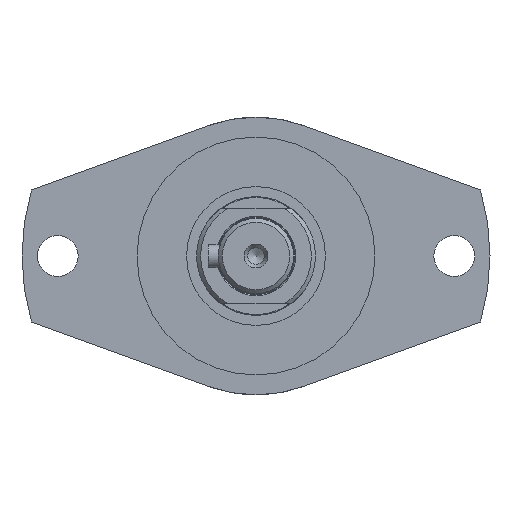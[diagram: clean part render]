
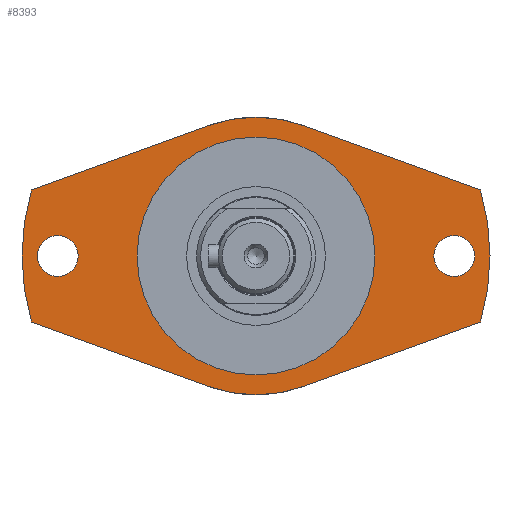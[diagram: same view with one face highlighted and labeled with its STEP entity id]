
A CAD part, left-side view. The second image highlights one B-rep face of the part: STEP entity #8393.
In plain terms, the highlighted planar face has unit normal (-1, 0, 0).
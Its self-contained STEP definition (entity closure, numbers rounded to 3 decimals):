
#101=FACE_BOUND('',#2684,.T.);
#102=FACE_BOUND('',#2685,.T.);
#103=FACE_BOUND('',#2686,.T.);
#797=LINE('',#14029,#1306);
#798=LINE('',#14032,#1307);
#799=LINE('',#14034,#1308);
#800=LINE('',#14037,#1309);
#1306=VECTOR('',#11439,10.);
#1307=VECTOR('',#11442,10.);
#1308=VECTOR('',#11443,10.);
#1309=VECTOR('',#11446,10.);
#2160=FACE_OUTER_BOUND('',#2683,.T.);
#2683=EDGE_LOOP('',(#6753,#6754,#6755,#6756,#6757,#6758,#6759,#6760));
#2684=EDGE_LOOP('',(#6761));
#2685=EDGE_LOOP('',(#6762));
#2686=EDGE_LOOP('',(#6763,#6764));
#3328=CIRCLE('',#9386,59.);
#3329=CIRCLE('',#9388,30.);
#3330=CIRCLE('',#9389,30.);
#3334=CIRCLE('',#9395,59.);
#3335=CIRCLE('',#9397,35.);
#3336=CIRCLE('',#9398,35.);
#3337=CIRCLE('',#9399,5.15);
#3338=CIRCLE('',#9400,5.15);
#3940=VERTEX_POINT('',#14002);
#3941=VERTEX_POINT('',#14004);
#3942=VERTEX_POINT('',#14008);
#3943=VERTEX_POINT('',#14009);
#3946=VERTEX_POINT('',#14019);
#3949=VERTEX_POINT('',#14024);
#3950=VERTEX_POINT('',#14028);
#3951=VERTEX_POINT('',#14030);
#3952=VERTEX_POINT('',#14033);
#3953=VERTEX_POINT('',#14035);
#3954=VERTEX_POINT('',#14038);
#3955=VERTEX_POINT('',#14040);
#4936=EDGE_CURVE('',#3940,#3941,#3328,.T.);
#4938=EDGE_CURVE('',#3942,#3943,#3329,.T.);
#4939=EDGE_CURVE('',#3943,#3942,#3330,.T.);
#4946=EDGE_CURVE('',#3949,#3946,#3334,.T.);
#4947=EDGE_CURVE('',#3940,#3950,#797,.T.);
#4948=EDGE_CURVE('',#3950,#3951,#3335,.T.);
#4949=EDGE_CURVE('',#3951,#3946,#798,.T.);
#4950=EDGE_CURVE('',#3949,#3952,#799,.T.);
#4951=EDGE_CURVE('',#3952,#3953,#3336,.T.);
#4952=EDGE_CURVE('',#3953,#3941,#800,.T.);
#4953=EDGE_CURVE('',#3954,#3954,#3337,.T.);
#4954=EDGE_CURVE('',#3955,#3955,#3338,.T.);
#6753=ORIENTED_EDGE('',*,*,#4947,.T.);
#6754=ORIENTED_EDGE('',*,*,#4948,.T.);
#6755=ORIENTED_EDGE('',*,*,#4949,.T.);
#6756=ORIENTED_EDGE('',*,*,#4946,.F.);
#6757=ORIENTED_EDGE('',*,*,#4950,.T.);
#6758=ORIENTED_EDGE('',*,*,#4951,.T.);
#6759=ORIENTED_EDGE('',*,*,#4952,.T.);
#6760=ORIENTED_EDGE('',*,*,#4936,.F.);
#6761=ORIENTED_EDGE('',*,*,#4953,.T.);
#6762=ORIENTED_EDGE('',*,*,#4954,.T.);
#6763=ORIENTED_EDGE('',*,*,#4938,.T.);
#6764=ORIENTED_EDGE('',*,*,#4939,.T.);
#7959=PLANE('',#9396);
#8393=ADVANCED_FACE('',(#2160,#101,#102,#103),#7959,.T.);
#9386=AXIS2_PLACEMENT_3D('',#14005,#11413,#11414);
#9388=AXIS2_PLACEMENT_3D('',#14010,#11418,#11419);
#9389=AXIS2_PLACEMENT_3D('',#14011,#11420,#11421);
#9395=AXIS2_PLACEMENT_3D('',#14026,#11435,#11436);
#9396=AXIS2_PLACEMENT_3D('',#14027,#11437,#11438);
#9397=AXIS2_PLACEMENT_3D('',#14031,#11440,#11441);
#9398=AXIS2_PLACEMENT_3D('',#14036,#11444,#11445);
#9399=AXIS2_PLACEMENT_3D('',#14039,#11447,#11448);
#9400=AXIS2_PLACEMENT_3D('',#14041,#11449,#11450);
#11413=DIRECTION('center_axis',(1.,0.,0.));
#11414=DIRECTION('ref_axis',(0.,1.,0.));
#11418=DIRECTION('center_axis',(1.,0.,0.));
#11419=DIRECTION('ref_axis',(0.,1.,0.));
#11420=DIRECTION('center_axis',(1.,0.,0.));
#11421=DIRECTION('ref_axis',(0.,1.,0.));
#11435=DIRECTION('center_axis',(1.,0.,0.));
#11436=DIRECTION('ref_axis',(0.,1.,0.));
#11437=DIRECTION('center_axis',(-1.,0.,0.));
#11438=DIRECTION('ref_axis',(0.,0.,1.));
#11439=DIRECTION('',(0.,-0.94,-0.342));
#11440=DIRECTION('center_axis',(-1.,0.,0.));
#11441=DIRECTION('ref_axis',(0.,-0.342,0.94));
#11442=DIRECTION('',(0.,-0.94,0.342));
#11443=DIRECTION('',(0.,0.94,0.342));
#11444=DIRECTION('center_axis',(-1.,0.,0.));
#11445=DIRECTION('ref_axis',(0.,0.342,-0.94));
#11446=DIRECTION('',(0.,0.94,-0.342));
#11447=DIRECTION('center_axis',(1.,0.,0.));
#11448=DIRECTION('ref_axis',(0.,0.,
-1.));
#11449=DIRECTION('center_axis',(1.,0.,0.));
#11450=DIRECTION('ref_axis',(0.,0.,
-1.));
#14002=CARTESIAN_POINT('',(-155.,56.604,-16.644));
#14004=CARTESIAN_POINT('',(-155.,56.604,16.644));
#14005=CARTESIAN_POINT('Origin',(-155.,0.,0.));
#14008=CARTESIAN_POINT('',(-155.,30.,0.));
#14009=CARTESIAN_POINT('',(-155.,-30.,0.));
#14010=CARTESIAN_POINT('Origin',(-155.,0.,0.));
#14011=CARTESIAN_POINT('Origin',(-155.,0.,0.));
#14019=CARTESIAN_POINT('',(-155.,-56.604,-16.644));
#14024=CARTESIAN_POINT('',(-155.,-56.604,16.644));
#14026=CARTESIAN_POINT('Origin',(-155.,0.,0.));
#14027=CARTESIAN_POINT('Origin',(-155.,44.5,0.));
#14028=CARTESIAN_POINT('',(-155.,11.971,-32.889));
#14029=CARTESIAN_POINT('',(-155.,76.799,-9.294));
#14030=CARTESIAN_POINT('',(-155.,-11.971,-32.889));
#14031=CARTESIAN_POINT('Origin',(-155.,0.,0.));
#14032=CARTESIAN_POINT('',(-155.,7.677,-40.04));
#14033=CARTESIAN_POINT('',(-155.,-11.971,32.889));
#14034=CARTESIAN_POINT('',(-155.,-37.505,23.596));
#14035=CARTESIAN_POINT('',(-155.,11.971,32.889));
#14036=CARTESIAN_POINT('Origin',(-155.,0.,0.));
#14037=CARTESIAN_POINT('',(-155.,31.618,25.738));
#14038=CARTESIAN_POINT('',(-155.,-50.,5.15));
#14039=CARTESIAN_POINT('Origin',(-155.,-50.,0.));
#14040=CARTESIAN_POINT('',(-155.,50.,5.15));
#14041=CARTESIAN_POINT('Origin',(-155.,50.,0.));
